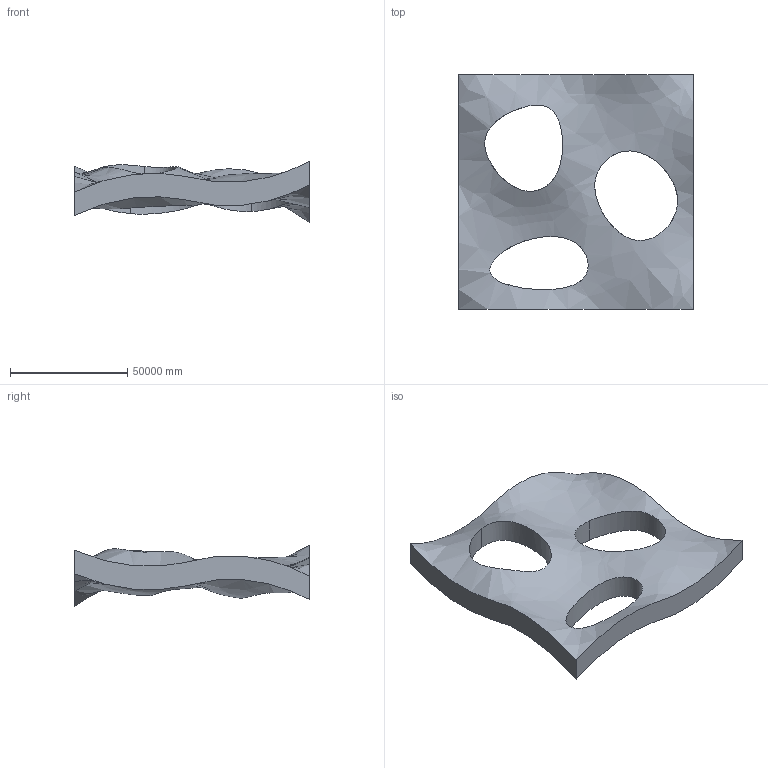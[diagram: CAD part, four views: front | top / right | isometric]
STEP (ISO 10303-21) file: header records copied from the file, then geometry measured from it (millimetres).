
FILE_DESCRIPTION(/* description */ (''),/* implementation_level */ '2;1');
FILE_NAME(/* name */ 'rolex',/* time_stamp */ '2025-04-17T16:41:13+02:00',/* author */ (''),/* organization */ (''),/* preprocessor_version */ 'ST-DEVELOPER v16.5',/* originating_system */ 'Rhino 7.37',/* authorisation */ '');
FILE_SCHEMA (('CONFIG_CONTROL_DESIGN'));
Length unit declared in the file: metre
Products named in the file (1): Document
Bounding box: 100000 x 100000 x 26000 mm (x, y, z)
Volume: 73010661918783.1 mm3; surface area: 22598276159.9 mm2
Topology: 1 solids, 1 shells, 12 faces, 30 edges, 20 vertices
Faces by surface type: bspline 8, plane 4
Entity records: 1026 total; most frequent: CARTESIAN_POINT 726, ORIENTED_EDGE 60, EDGE_CURVE 30, B_SPLINE_CURVE_WITH_KNOTS 30, VERTEX_POINT 20, EDGE_LOOP 18, ADVANCED_FACE 12, FACE_OUTER_BOUND 12
